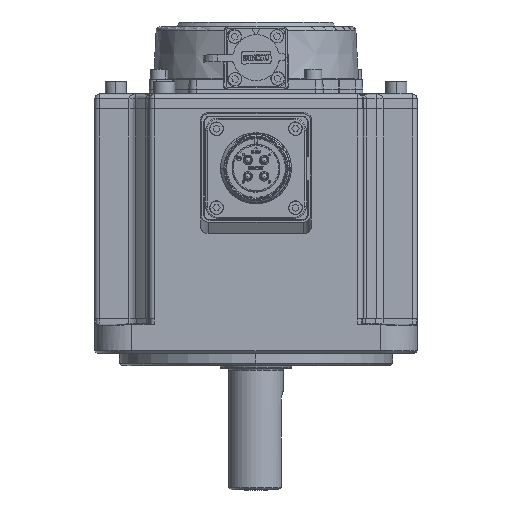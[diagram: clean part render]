
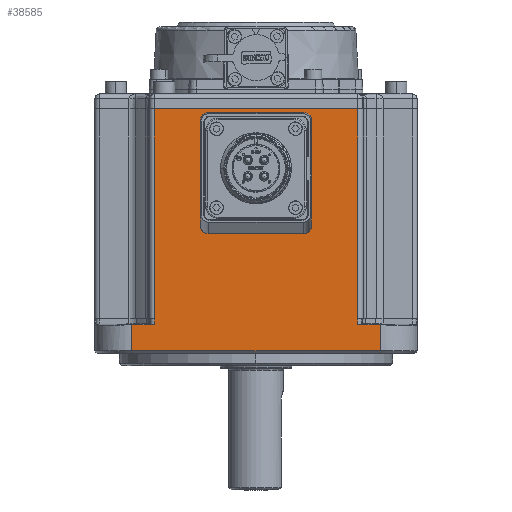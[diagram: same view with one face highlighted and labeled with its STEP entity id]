
A CAD part, left-side view. The second image highlights one B-rep face of the part: STEP entity #38585.
In plain terms, the highlighted planar face has unit normal (-1, 0, 0).
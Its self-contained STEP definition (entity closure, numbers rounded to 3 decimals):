
#1965 = ORIENTED_EDGE ( 'NONE', *, *, #90949, .F. ) ;
#2972 = DIRECTION ( 'NONE',  ( 0., 0., -1. ) ) ;
#4675 = EDGE_CURVE ( 'NONE', #53307, #100381, #91486, .T. ) ;
#5206 = VERTEX_POINT ( 'NONE', #90012 ) ;
#5535 = LINE ( 'NONE', #39130, #60805 ) ;
#5677 = VERTEX_POINT ( 'NONE', #7447 ) ;
#6450 = LINE ( 'NONE', #65845, #21764 ) ;
#6670 = CARTESIAN_POINT ( 'NONE',  ( -65., -43., 40.75 ) ) ;
#7447 = CARTESIAN_POINT ( 'NONE',  ( -65., 41.035, -46.094 ) ) ;
#10080 = ORIENTED_EDGE ( 'NONE', *, *, #104639, .F. ) ;
#10744 = VECTOR ( 'NONE', #21924, 1000. ) ;
#11912 = LINE ( 'NONE', #36162, #63320 ) ;
#17908 = CARTESIAN_POINT ( 'NONE',  ( -65., 41.035, -43.75 ) ) ;
#20829 = ORIENTED_EDGE ( 'NONE', *, *, #47997, .F. ) ;
#21764 = VECTOR ( 'NONE', #23511, 1000. ) ;
#21924 = DIRECTION ( 'NONE',  ( 0., -1., 0. ) ) ;
#23511 = DIRECTION ( 'NONE',  ( 0., -1., -0.018 ) ) ;
#30325 = VECTOR ( 'NONE', #54852, 1000. ) ;
#31230 = LINE ( 'NONE', #40012, #30325 ) ;
#32951 = VERTEX_POINT ( 'NONE', #57296 ) ;
#36162 = CARTESIAN_POINT ( 'NONE',  ( -65., 41.035, 40.75 ) ) ;
#37395 = CARTESIAN_POINT ( 'NONE',  ( -65., 41.035, 40.75 ) ) ;
#37602 = DIRECTION ( 'NONE',  ( 0., 1., 0. ) ) ;
#37672 = PLANE ( 'NONE',  #64237 ) ;
#38585 = ADVANCED_FACE ( 'NONE', ( #51496 ), #37672, .F. ) ;
#39130 = CARTESIAN_POINT ( 'NONE',  ( -65., 50., 40.75 ) ) ;
#39570 = DIRECTION ( 'NONE',  ( 0., 0., 1. ) ) ;
#40012 = CARTESIAN_POINT ( 'NONE',  ( -65., -50., 40.75 ) ) ;
#40811 = ORIENTED_EDGE ( 'NONE', *, *, #41805, .F. ) ;
#41805 = EDGE_CURVE ( 'NONE', #66427, #32951, #5535, .T. ) ;
#42407 = DIRECTION ( 'NONE',  ( 0., -1., 0.017 ) ) ;
#44303 = CARTESIAN_POINT ( 'NONE',  ( -65., -41.035, 40.75 ) ) ;
#45856 = CARTESIAN_POINT ( 'NONE',  ( -65., -43., -56.75 ) ) ;
#45937 = CARTESIAN_POINT ( 'NONE',  ( -65., -41.035, -43.75 ) ) ;
#47275 = EDGE_CURVE ( 'NONE', #5677, #55820, #11912, .T. ) ;
#47997 = EDGE_CURVE ( 'NONE', #51978, #53307, #90596, .T. ) ;
#49034 = DIRECTION ( 'NONE',  ( 1., 0., 0. ) ) ;
#49128 = VECTOR ( 'NONE', #83246, 1000. ) ;
#49627 = VERTEX_POINT ( 'NONE', #99176 ) ;
#49752 = CARTESIAN_POINT ( 'NONE',  ( -65., -41.035, 40.75 ) ) ;
#50566 = ORIENTED_EDGE ( 'NONE', *, *, #91460, .F. ) ;
#51496 = FACE_OUTER_BOUND ( 'NONE', #58124, .T. ) ;
#51978 = VERTEX_POINT ( 'NONE', #105731 ) ;
#53307 = VERTEX_POINT ( 'NONE', #83122 ) ;
#54852 = DIRECTION ( 'NONE',  ( 0., 0., -1. ) ) ;
#55820 = VERTEX_POINT ( 'NONE', #17908 ) ;
#57296 = CARTESIAN_POINT ( 'NONE',  ( -65., 50., -46.247 ) ) ;
#58124 = EDGE_LOOP ( 'NONE', ( #71352, #50566, #40811, #1965, #108411, #94278, #75691, #76970, #20829, #10080 ) ) ;
#60805 = VECTOR ( 'NONE', #75379, 1000. ) ;
#61528 = EDGE_CURVE ( 'NONE', #100381, #104362, #78342, .T. ) ;
#63249 = CARTESIAN_POINT ( 'NONE',  ( -65., -41.035, -46.096 ) ) ;
#63320 = VECTOR ( 'NONE', #86663, 1000. ) ;
#64237 = AXIS2_PLACEMENT_3D ( 'NONE', #6670, #49034, #70659 ) ;
#65845 = CARTESIAN_POINT ( 'NONE',  ( -65., -41.035, -46.096 ) ) ;
#66427 = VERTEX_POINT ( 'NONE', #95066 ) ;
#67668 = LINE ( 'NONE', #100041, #77039 ) ;
#70659 = DIRECTION ( 'NONE',  ( 0., 1., 0. ) ) ;
#71352 = ORIENTED_EDGE ( 'NONE', *, *, #47275, .F. ) ;
#75303 = VECTOR ( 'NONE', #37602, 1000. ) ;
#75379 = DIRECTION ( 'NONE',  ( 0., 0., 1. ) ) ;
#75691 = ORIENTED_EDGE ( 'NONE', *, *, #61528, .F. ) ;
#76970 = ORIENTED_EDGE ( 'NONE', *, *, #4675, .F. ) ;
#77039 = VECTOR ( 'NONE', #42407, 1000. ) ;
#78342 = LINE ( 'NONE', #44303, #106574 ) ;
#78612 = EDGE_CURVE ( 'NONE', #104362, #49627, #6450, .T. ) ;
#79171 = LINE ( 'NONE', #37395, #106172 ) ;
#80730 = CARTESIAN_POINT ( 'NONE',  ( -65., 0., 40.75 ) ) ;
#83122 = CARTESIAN_POINT ( 'NONE',  ( -65., -41.035, 40.75 ) ) ;
#83246 = DIRECTION ( 'NONE',  ( 0., 0., -1. ) ) ;
#86663 = DIRECTION ( 'NONE',  ( 0., 0., 1. ) ) ;
#87578 = LINE ( 'NONE', #45856, #75303 ) ;
#90012 = CARTESIAN_POINT ( 'NONE',  ( -65., -50., -56.75 ) ) ;
#90596 = LINE ( 'NONE', #80730, #10744 ) ;
#90949 = EDGE_CURVE ( 'NONE', #5206, #66427, #87578, .T. ) ;
#91460 = EDGE_CURVE ( 'NONE', #32951, #5677, #67668, .T. ) ;
#91486 = LINE ( 'NONE', #49752, #49128 ) ;
#94278 = ORIENTED_EDGE ( 'NONE', *, *, #78612, .F. ) ;
#95066 = CARTESIAN_POINT ( 'NONE',  ( -65., 50., -56.75 ) ) ;
#99176 = CARTESIAN_POINT ( 'NONE',  ( -65., -50., -46.256 ) ) ;
#99976 = EDGE_CURVE ( 'NONE', #49627, #5206, #31230, .T. ) ;
#100041 = CARTESIAN_POINT ( 'NONE',  ( -65., 50., -46.247 ) ) ;
#100381 = VERTEX_POINT ( 'NONE', #45937 ) ;
#104362 = VERTEX_POINT ( 'NONE', #63249 ) ;
#104639 = EDGE_CURVE ( 'NONE', #55820, #51978, #79171, .T. ) ;
#105731 = CARTESIAN_POINT ( 'NONE',  ( -65., 41.035, 40.75 ) ) ;
#106172 = VECTOR ( 'NONE', #39570, 1000. ) ;
#106574 = VECTOR ( 'NONE', #2972, 1000. ) ;
#108411 = ORIENTED_EDGE ( 'NONE', *, *, #99976, .F. ) ;
